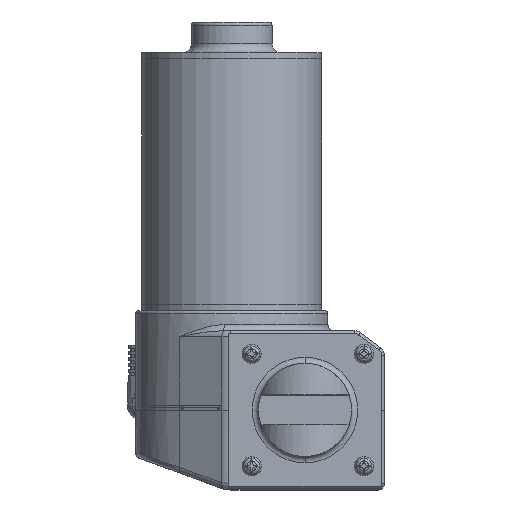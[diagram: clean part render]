
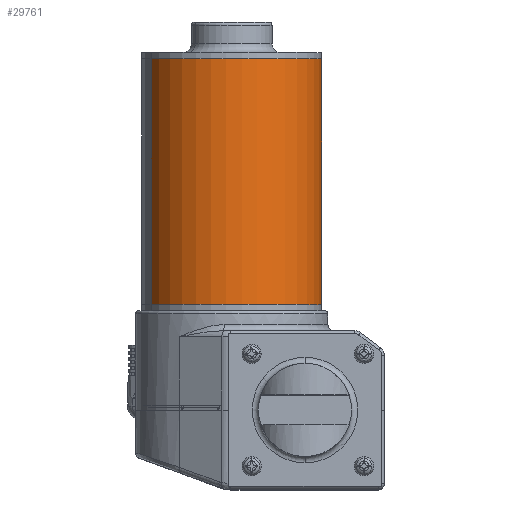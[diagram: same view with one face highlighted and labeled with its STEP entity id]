
A CAD part, top view. The second image highlights one B-rep face of the part: STEP entity #29761.
In plain terms, the highlighted cylindrical face has radius 29.5 mm (diameter 59 mm), a partial arc.
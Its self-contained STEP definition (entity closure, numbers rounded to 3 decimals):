
#178 = CARTESIAN_POINT ( 'NONE',  ( 29.5, 0., 0. ) ) ;
#491 = ORIENTED_EDGE ( 'NONE', *, *, #27435, .T. ) ;
#1304 = CARTESIAN_POINT ( 'NONE',  ( 29.5, 0., 80.5 ) ) ;
#1320 = DIRECTION ( 'NONE',  ( 0., 0., -1. ) ) ;
#1732 = LINE ( 'NONE', #18245, #13832 ) ;
#4275 = AXIS2_PLACEMENT_3D ( 'NONE', #9737, #26531, #12201 ) ;
#4459 = DIRECTION ( 'NONE',  ( 0., 0., -1. ) ) ;
#5185 = CARTESIAN_POINT ( 'NONE',  ( -29.5, 0., 80.5 ) ) ;
#5771 = VERTEX_POINT ( 'NONE', #1304 ) ;
#6043 = VERTEX_POINT ( 'NONE', #5185 ) ;
#7276 = CARTESIAN_POINT ( 'NONE',  ( 29.5, 0., 80.5 ) ) ;
#7366 = EDGE_LOOP ( 'NONE', ( #29446, #21338, #491, #23536 ) ) ;
#7522 = AXIS2_PLACEMENT_3D ( 'NONE', #14250, #4459, #26136 ) ;
#8224 = EDGE_CURVE ( 'NONE', #6043, #15245, #1732, .T. ) ;
#8558 = CARTESIAN_POINT ( 'NONE',  ( -29.5, 0., 0. ) ) ;
#9664 = EDGE_CURVE ( 'NONE', #5771, #13291, #27593, .T. ) ;
#9737 = CARTESIAN_POINT ( 'NONE',  ( 0., 0., 80.5 ) ) ;
#10403 = CYLINDRICAL_SURFACE ( 'NONE', #7522, 29.5 ) ;
#12201 = DIRECTION ( 'NONE',  ( 1., 0., 0. ) ) ;
#13291 = VERTEX_POINT ( 'NONE', #178 ) ;
#13832 = VECTOR ( 'NONE', #1320, 1000. ) ;
#13973 = CARTESIAN_POINT ( 'NONE',  ( 0., 0., 0. ) ) ;
#14250 = CARTESIAN_POINT ( 'NONE',  ( 0., 0., 80.5 ) ) ;
#15245 = VERTEX_POINT ( 'NONE', #8558 ) ;
#15345 = CIRCLE ( 'NONE', #22468, 29.5 ) ;
#16414 = DIRECTION ( 'NONE',  ( 1., 0., 0. ) ) ;
#18245 = CARTESIAN_POINT ( 'NONE',  ( -29.5, 0., 80.5 ) ) ;
#21188 = VECTOR ( 'NONE', #24124, 1000. ) ;
#21338 = ORIENTED_EDGE ( 'NONE', *, *, #9664, .T. ) ;
#22468 = AXIS2_PLACEMENT_3D ( 'NONE', #13973, #30683, #16414 ) ;
#23536 = ORIENTED_EDGE ( 'NONE', *, *, #8224, .F. ) ;
#24124 = DIRECTION ( 'NONE',  ( 0., 0., -1. ) ) ;
#26136 = DIRECTION ( 'NONE',  ( -1., 0., 0. ) ) ;
#26256 = CIRCLE ( 'NONE', #4275, 29.5 ) ;
#26531 = DIRECTION ( 'NONE',  ( 0., 0., 1. ) ) ;
#27295 = EDGE_CURVE ( 'NONE', #5771, #6043, #26256, .T. ) ;
#27435 = EDGE_CURVE ( 'NONE', #13291, #15245, #15345, .T. ) ;
#27593 = LINE ( 'NONE', #7276, #21188 ) ;
#29446 = ORIENTED_EDGE ( 'NONE', *, *, #27295, .F. ) ;
#29563 = FACE_OUTER_BOUND ( 'NONE', #7366, .T. ) ;
#29761 = ADVANCED_FACE ( 'NONE', ( #29563 ), #10403, .T. ) ;
#30683 = DIRECTION ( 'NONE',  ( 0., 0., 1. ) ) ;
